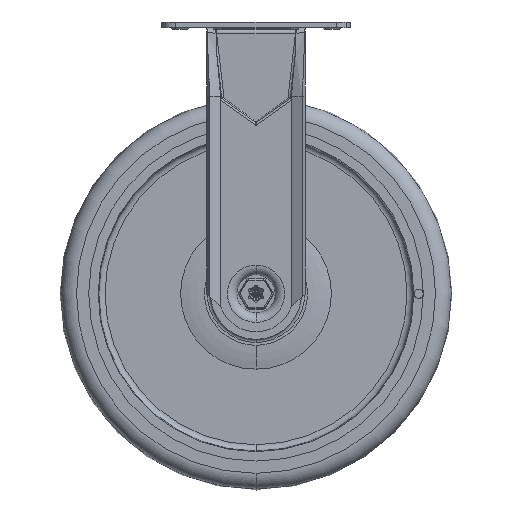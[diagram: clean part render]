
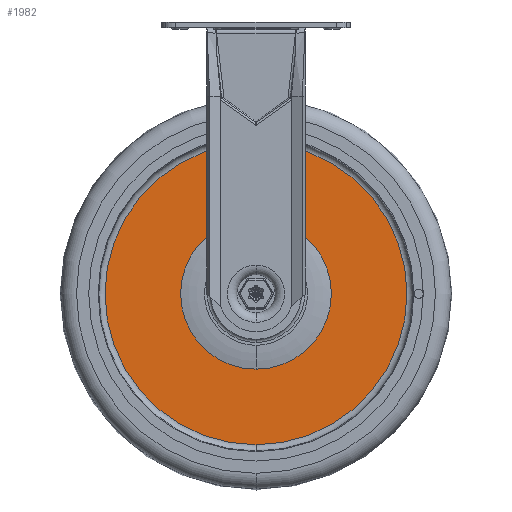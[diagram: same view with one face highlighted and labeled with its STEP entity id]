
A CAD part, front view. The second image highlights one B-rep face of the part: STEP entity #1982.
In plain terms, the highlighted planar face has unit normal (0, -1, 0).
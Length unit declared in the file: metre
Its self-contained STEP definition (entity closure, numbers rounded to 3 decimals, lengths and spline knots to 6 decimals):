
#1982=ADVANCED_FACE('',(#2960,#2961),#2962,.T.);
#2960=FACE_OUTER_BOUND('',#10716,.T.);
#2961=FACE_BOUND('',#10717,.T.);
#2962=PLANE('',#10718);
#10716=EDGE_LOOP('',(#20724,#20725));
#10717=EDGE_LOOP('',(#20726,#20727));
#10718=AXIS2_PLACEMENT_3D('',#20728,#20729,#20730);
#20724=ORIENTED_EDGE('',*,*,#23393,.F.);
#20725=ORIENTED_EDGE('',*,*,#23325,.F.);
#20726=ORIENTED_EDGE('',*,*,#23330,.T.);
#20727=ORIENTED_EDGE('',*,*,#23392,.T.);
#20728=CARTESIAN_POINT('',(0.0,-0.0025,0.036026));
#20729=DIRECTION('',(0.0,-1.0,0.));
#20730=DIRECTION('',(0.0,0.,-1.0));
#23325=EDGE_CURVE('',#25093,#25095,#25096,.T.);
#23330=EDGE_CURVE('',#25099,#25103,#25105,.T.);
#23392=EDGE_CURVE('',#25103,#25099,#25205,.T.);
#23393=EDGE_CURVE('',#25095,#25093,#25206,.T.);
#25093=VERTEX_POINT('',#29032);
#25095=VERTEX_POINT('',#29034);
#25096=CIRCLE('',#29035,0.048052);
#25099=VERTEX_POINT('',#29038);
#25103=VERTEX_POINT('',#29042);
#25105=CIRCLE('',#29044,0.024);
#25205=CIRCLE('',#29158,0.024);
#25206=CIRCLE('',#29159,0.048052);
#29032=CARTESIAN_POINT('',(0.,-0.0025,-0.048052));
#29034=CARTESIAN_POINT('',(0.0,-0.0025,0.048052));
#29035=AXIS2_PLACEMENT_3D('',#40446,#40447,#40448);
#29038=CARTESIAN_POINT('',(0.0,-0.0025,0.024));
#29042=CARTESIAN_POINT('',(0.,-0.0025,-0.024));
#29044=AXIS2_PLACEMENT_3D('',#40461,#40462,#40463);
#29158=AXIS2_PLACEMENT_3D('',#40619,#40620,#40621);
#29159=AXIS2_PLACEMENT_3D('',#40622,#40623,#40624);
#40446=CARTESIAN_POINT('',(0.0,-0.0025,0.0));
#40447=DIRECTION('',(0.0,1.0,0.0));
#40448=DIRECTION('',(0.0,0.0,1.0));
#40461=CARTESIAN_POINT('',(0.0,-0.0025,0.0));
#40462=DIRECTION('',(0.0,1.0,0.0));
#40463=DIRECTION('',(0.0,0.0,1.0));
#40619=CARTESIAN_POINT('',(0.0,-0.0025,0.0));
#40620=DIRECTION('',(0.0,1.0,0.0));
#40621=DIRECTION('',(0.0,0.0,1.0));
#40622=CARTESIAN_POINT('',(0.0,-0.0025,0.0));
#40623=DIRECTION('',(0.0,1.0,0.0));
#40624=DIRECTION('',(0.0,0.0,1.0));
